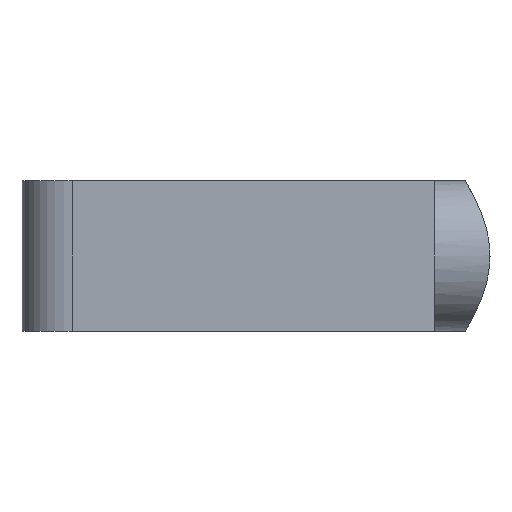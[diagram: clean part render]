
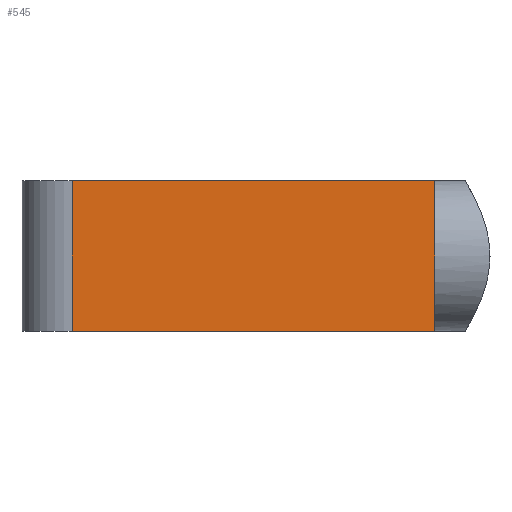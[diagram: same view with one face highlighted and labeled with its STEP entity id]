
A CAD part, left-side view. The second image highlights one B-rep face of the part: STEP entity #545.
In plain terms, the highlighted planar face has unit normal (-1, 0, 0).
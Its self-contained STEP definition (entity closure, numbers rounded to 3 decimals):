
#29=PLANE('',#595);
#47=FACE_OUTER_BOUND('',#75,.T.);
#75=EDGE_LOOP('',(#431,#432,#433,#434,#435,#436,#437,#438));
#95=LINE('',#777,#155);
#100=LINE('',#789,#160);
#122=LINE('',#844,#182);
#136=LINE('',#874,#196);
#140=LINE('',#883,#200);
#142=LINE('',#886,#202);
#143=LINE('',#887,#203);
#144=LINE('',#888,#204);
#155=VECTOR('',#627,10.);
#160=VECTOR('',#638,10.);
#182=VECTOR('',#676,10.);
#196=VECTOR('',#698,10.);
#200=VECTOR('',#704,10.);
#202=VECTOR('',#708,10.);
#203=VECTOR('',#709,10.);
#204=VECTOR('',#710,10.);
#232=VERTEX_POINT('',#774);
#233=VERTEX_POINT('',#776);
#237=VERTEX_POINT('',#788);
#262=VERTEX_POINT('',#842);
#273=VERTEX_POINT('',#871);
#274=VERTEX_POINT('',#873);
#277=VERTEX_POINT('',#880);
#278=VERTEX_POINT('',#882);
#284=EDGE_CURVE('',#232,#233,#95,.T.);
#290=EDGE_CURVE('',#233,#237,#100,.T.);
#318=EDGE_CURVE('',#262,#232,#122,.T.);
#332=EDGE_CURVE('',#273,#274,#136,.T.);
#336=EDGE_CURVE('',#277,#278,#140,.T.);
#338=EDGE_CURVE('',#278,#262,#142,.T.);
#339=EDGE_CURVE('',#274,#277,#143,.T.);
#340=EDGE_CURVE('',#237,#273,#144,.T.);
#431=ORIENTED_EDGE('',*,*,#284,.F.);
#432=ORIENTED_EDGE('',*,*,#318,.F.);
#433=ORIENTED_EDGE('',*,*,#338,.F.);
#434=ORIENTED_EDGE('',*,*,#336,.F.);
#435=ORIENTED_EDGE('',*,*,#339,.F.);
#436=ORIENTED_EDGE('',*,*,#332,.F.);
#437=ORIENTED_EDGE('',*,*,#340,.F.);
#438=ORIENTED_EDGE('',*,*,#290,.F.);
#545=ADVANCED_FACE('',(#47),#29,.F.);
#595=AXIS2_PLACEMENT_3D('',#885,#706,#707);
#627=DIRECTION('',(0.,0.,1.));
#638=DIRECTION('',(0.,-1.,0.));
#676=DIRECTION('',(0.,1.,0.));
#698=DIRECTION('',(0.,-1.,0.));
#704=DIRECTION('',(0.,1.,0.));
#706=DIRECTION('center_axis',(1.,0.,0.));
#707=DIRECTION('ref_axis',(0.,0.,-1.));
#708=DIRECTION('',(0.,0.,-1.));
#709=DIRECTION('',(0.,0.,-1.));
#710=DIRECTION('',(0.,0.,-1.));
#774=CARTESIAN_POINT('',(3978.,-3578.508,3376.761));
#776=CARTESIAN_POINT('',(3978.,-3578.508,3391.761));
#777=CARTESIAN_POINT('',(3978.,-3578.508,3388.011));
#788=CARTESIAN_POINT('',(3978.,-3614.508,3391.761));
#789=CARTESIAN_POINT('',(3978.,-3614.508,3391.761));
#842=CARTESIAN_POINT('',(3978.,-3614.508,3376.761));
#844=CARTESIAN_POINT('',(3978.,-3614.508,3376.761));
#871=CARTESIAN_POINT('',(3978.,-3614.508,3385.861));
#873=CARTESIAN_POINT('',(3978.,-3617.508,3385.861));
#874=CARTESIAN_POINT('',(3978.,-3614.508,3385.861));
#880=CARTESIAN_POINT('',(3978.,-3617.508,3382.661));
#882=CARTESIAN_POINT('',(3978.,-3614.508,3382.661));
#883=CARTESIAN_POINT('',(3978.,-3614.508,3382.661));
#885=CARTESIAN_POINT('Origin',(3978.,-3614.508,3391.761));
#886=CARTESIAN_POINT('',(3978.,-3614.508,3380.511));
#887=CARTESIAN_POINT('',(3978.,-3617.508,3388.011));
#888=CARTESIAN_POINT('',(3978.,-3614.508,3380.511));
